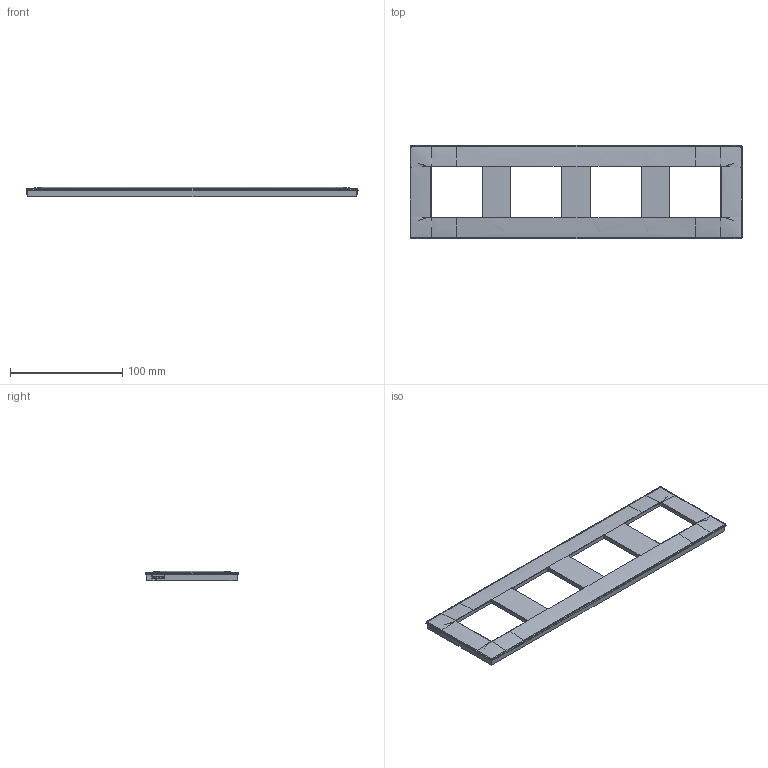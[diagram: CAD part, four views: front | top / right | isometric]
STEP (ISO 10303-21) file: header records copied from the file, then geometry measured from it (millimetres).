
FILE_DESCRIPTION(('CATIA V5 STEP Exchange','CAx-IF Rec.Pracs.--- Model Styling and Organization---1.4--- 2014-01-23'),'2;1');
FILE_NAME('T002015_A-ASS-1.stp','2021-01-28T08:09:16+00:00',('none'),('none'),'CATIA Version 5-6 Release 2017 SP3','CATIA V5 STEP AP214','none');
FILE_SCHEMA(('AUTOMOTIVE_DESIGN { 1 0 10303 214 1 1 1 1 }'));
Products named in the file (3): T002015_A ; ED07023_A; ED07024_A
Assembly tree (2 placements, depth 2):
  T002015_A 
    ED07023_A
    ED07024_A
Bounding box: 296.02 x 83.02 x 8.5 mm (x, y, z)
Volume: 44980.2 mm3; surface area: 64499.6 mm2
Topology: 2 solids, 2 shells, 3462 faces, 9162 edges, 5868 vertices
Faces by surface type: plane 1605, cylinder 555, bspline 527, extrusion 441, cone 234, sphere 72, torus 28
Entity records: 149707 total; most frequent: CARTESIAN_POINT 78561, ORIENTED_EDGE 18244, EDGE_CURVE 9122, DIRECTION 8247, VERTEX_POINT 5868, B_SPLINE_CURVE_WITH_KNOTS 5047, VECTOR 4106, EDGE_LOOP 3728
